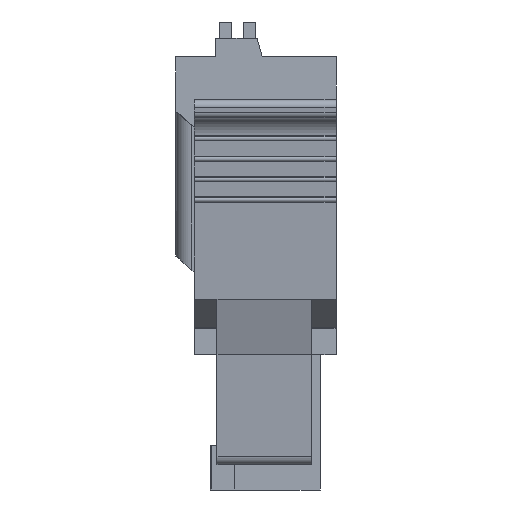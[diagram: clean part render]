
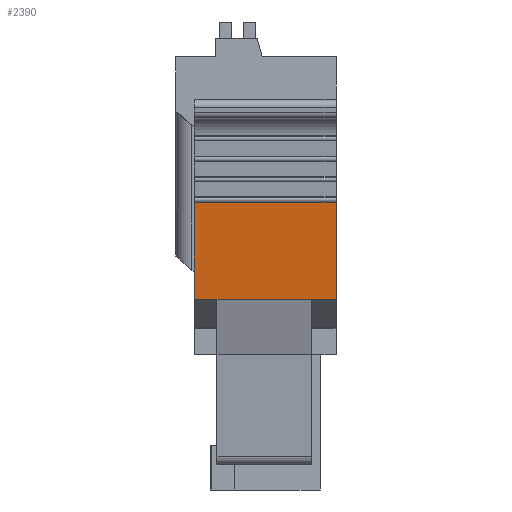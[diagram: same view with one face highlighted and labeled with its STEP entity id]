
A CAD part, left-side view. The second image highlights one B-rep face of the part: STEP entity #2390.
In plain terms, the highlighted planar face has unit normal (-0.995, 0, -0.101).
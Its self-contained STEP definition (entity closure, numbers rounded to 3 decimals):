
#2390 = ADVANCED_FACE( '', ( #5054 ), #5055, .F. );
#5054 = FACE_OUTER_BOUND( '', #8053, .T. );
#5055 = PLANE( '', #8054 );
#8053 = EDGE_LOOP( '', ( #14987, #14988, #14989, #14990, #14991, #14992 ) );
#8054 = AXIS2_PLACEMENT_3D( '', #14993, #14994, #14995 );
#14987 = ORIENTED_EDGE( '', *, *, #21239, .F. );
#14988 = ORIENTED_EDGE( '', *, *, #21803, .T. );
#14989 = ORIENTED_EDGE( '', *, *, #20503, .T. );
#14990 = ORIENTED_EDGE( '', *, *, #20512, .F. );
#14991 = ORIENTED_EDGE( '', *, *, #19939, .T. );
#14992 = ORIENTED_EDGE( '', *, *, #21804, .F. );
#14993 = CARTESIAN_POINT( '', ( -13.84, -2.7, 3.415 ) );
#14994 = DIRECTION( '', ( 0.995, 0., 0.101 ) );
#14995 = DIRECTION( '', ( 0.101, 0., -0.995 ) );
#19939 = EDGE_CURVE( '', #23721, #24600, #24602, .T. );
#20503 = EDGE_CURVE( '', #25535, #25533, #25536, .T. );
#20512 = EDGE_CURVE( '', #23721, #25533, #25548, .T. );
#21239 = EDGE_CURVE( '', #26621, #26619, #26623, .T. );
#21803 = EDGE_CURVE( '', #26621, #25535, #27395, .T. );
#21804 = EDGE_CURVE( '', #26619, #24600, #27396, .T. );
#23721 = VERTEX_POINT( '', #29847 );
#24600 = VERTEX_POINT( '', #31127 );
#24602 = LINE( '', #31130, #31131 );
#25533 = VERTEX_POINT( '', #32491 );
#25535 = VERTEX_POINT( '', #32494 );
#25536 = LINE( '', #32495, #32496 );
#25548 = LINE( '', #32514, #32515 );
#26619 = VERTEX_POINT( '', #34098 );
#26621 = VERTEX_POINT( '', #34101 );
#26623 = LINE( '', #34104, #34105 );
#27395 = LINE( '', #35243, #35244 );
#27396 = LINE( '', #35245, #35246 );
#29847 = CARTESIAN_POINT( '', ( -13.03, -2.7, -4.561 ) );
#31127 = CARTESIAN_POINT( '', ( -13.03, -3.9, -4.561 ) );
#31130 = CARTESIAN_POINT( '', ( -13.03, 3., -4.561 ) );
#31131 = VECTOR( '', #37768, 1000. );
#32491 = CARTESIAN_POINT( '', ( -13.03, 1.9, -4.561 ) );
#32494 = CARTESIAN_POINT( '', ( -13.03, 3., -4.561 ) );
#32495 = CARTESIAN_POINT( '', ( -13.03, 3., -4.561 ) );
#32496 = VECTOR( '', #38338, 1000. );
#32514 = CARTESIAN_POINT( '', ( -13.03, -2.7, -4.561 ) );
#32515 = VECTOR( '', #38345, 1000. );
#34098 = CARTESIAN_POINT( '', ( -13.514, -3.9, 0.202 ) );
#34101 = CARTESIAN_POINT( '', ( -13.514, 3., 0.202 ) );
#34104 = CARTESIAN_POINT( '', ( -13.514, 3., 0.202 ) );
#34105 = VECTOR( '', #39103, 1000. );
#35243 = CARTESIAN_POINT( '', ( -13.84, 3., 3.415 ) );
#35244 = VECTOR( '', #39632, 1000. );
#35245 = CARTESIAN_POINT( '', ( -13.84, -3.9, 3.415 ) );
#35246 = VECTOR( '', #39633, 1000. );
#37768 = DIRECTION( '', ( 0., -1., 0. ) );
#38338 = DIRECTION( '', ( 0., -1., 0. ) );
#38345 = DIRECTION( '', ( 0., 1., 0. ) );
#39103 = DIRECTION( '', ( 0., -1., 0. ) );
#39632 = DIRECTION( '', ( 0.101, 0., -0.995 ) );
#39633 = DIRECTION( '', ( 0.101, 0., -0.995 ) );
